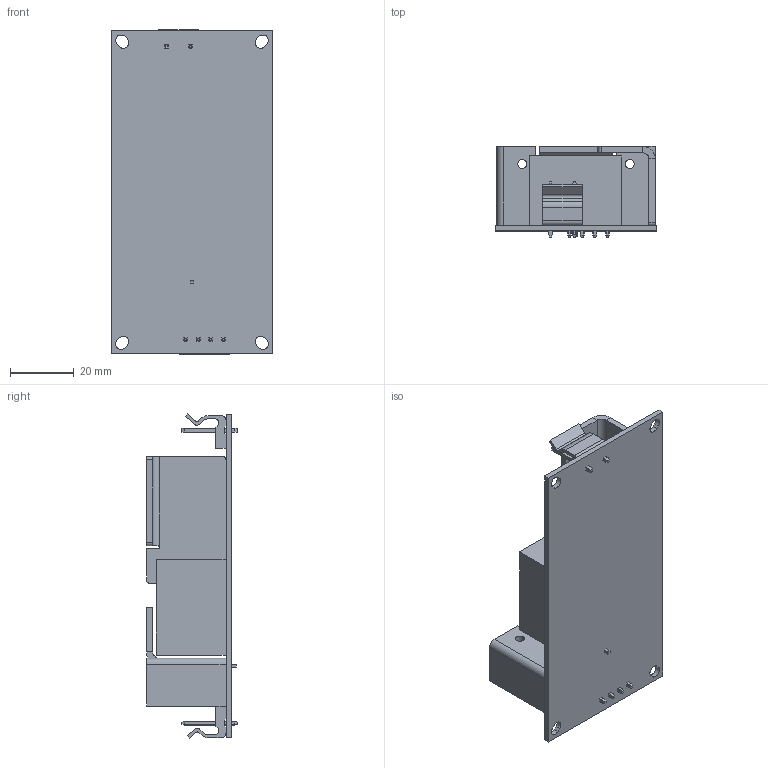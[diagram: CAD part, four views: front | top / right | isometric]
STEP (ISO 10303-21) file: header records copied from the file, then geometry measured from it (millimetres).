
FILE_DESCRIPTION((''),'2;1');
FILE_NAME('MPE-S063_65_ASM','2017-08-07T',('Abe'),(''),'PRO/ENGINEER BY PARAMETRIC TECHNOLOGY CORPORATION, 2011080','PRO/ENGINEER BY PARAMETRIC TECHNOLOGY CORPORATION, 2011080','');
FILE_SCHEMA(('CONFIG_CONTROL_DESIGN'));
Length unit declared in the file: millimetre
Products named in the file (9): 850-S063; 710-8089-02; 710-8673-04; 800-S06A; 800-S06A-1; HEAT_SINK_PIN; 800-S06A-1_ASM; 360-S063_65; MPE-S063_65_ASM
Assembly tree (8 placements, depth 3):
  MPE-S063_65_ASM
    850-S063
    710-8089-02
    710-8673-04
    800-S06A
    800-S06A-1_ASM
      800-S06A-1
      HEAT_SINK_PIN
    360-S063_65
Bounding box: 50.8 x 28.6 x 101.93 mm (x, y, z)
Volume: 35752.2 mm3; surface area: 25274.6 mm2
Topology: 7 solids, 7 shells, 644 faces, 1782 edges, 1178 vertices
Faces by surface type: plane 561, cylinder 80, bspline 3
Entity records: 20772 total; most frequent: CARTESIAN_POINT 4137, ORIENTED_EDGE 3564, DIRECTION 3136, EDGE_CURVE 1782, VECTOR 1576, LINE 1576, VERTEX_POINT 1178, AXIS2_PLACEMENT_3D 780
